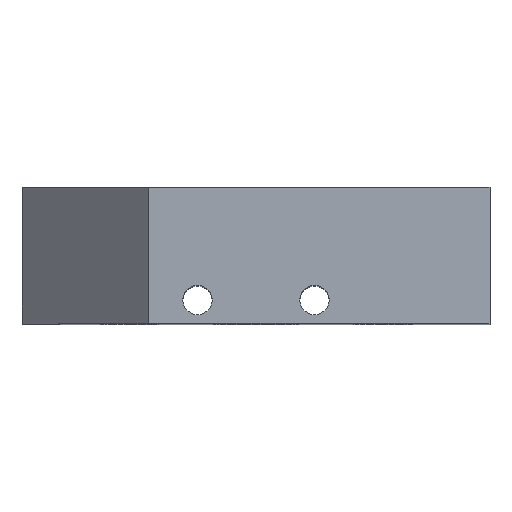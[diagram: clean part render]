
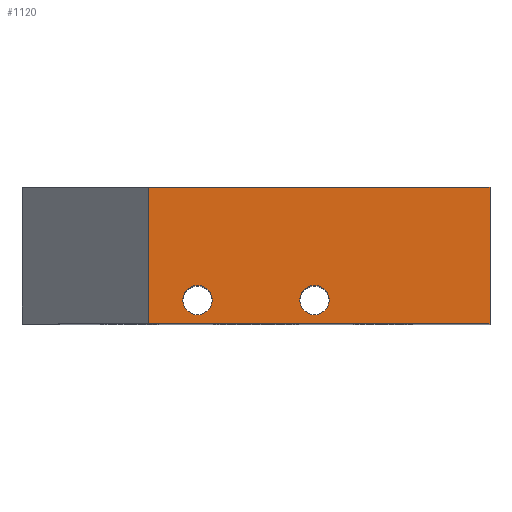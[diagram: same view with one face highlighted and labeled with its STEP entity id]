
A CAD part, top view. The second image highlights one B-rep face of the part: STEP entity #1120.
In plain terms, the highlighted planar face has unit normal (0, 0, 1).
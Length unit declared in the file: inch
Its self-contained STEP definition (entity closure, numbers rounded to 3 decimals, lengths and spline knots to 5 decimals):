
#112 = DIRECTION ( 'NONE',  ( -1., 0., 0. ) ) ;
#142 = DIRECTION ( 'NONE',  ( 0., 0., 1. ) ) ;
#202 = LINE ( 'NONE', #1212, #850 ) ;
#222 = DIRECTION ( 'NONE',  ( 0., -1., 0. ) ) ;
#244 = ORIENTED_EDGE ( 'NONE', *, *, #287, .T. ) ;
#253 = EDGE_LOOP ( 'NONE', ( #1240, #3154 ) ) ;
#287 = EDGE_CURVE ( 'NONE', #2028, #1259, #1682, .T. ) ;
#351 = CARTESIAN_POINT ( 'NONE',  ( 3., 0.875, 3. ) ) ;
#363 = FACE_OUTER_BOUND ( 'NONE', #955, .T. ) ;
#382 = CARTESIAN_POINT ( 'NONE',  ( -3., 0.875, 3. ) ) ;
#421 = LINE ( 'NONE', #652, #2357 ) ;
#450 = VERTEX_POINT ( 'NONE', #1827 ) ;
#468 = CARTESIAN_POINT ( 'NONE',  ( -0.5625, -0.57, 3. ) ) ;
#618 = CARTESIAN_POINT ( 'NONE',  ( -3., 0.875, 3. ) ) ;
#652 = CARTESIAN_POINT ( 'NONE',  ( -1.375, 0.875, 3. ) ) ;
#665 = ORIENTED_EDGE ( 'NONE', *, *, #2314, .F. ) ;
#722 = CARTESIAN_POINT ( 'NONE',  ( 3., -0.875, 3. ) ) ;
#840 = DIRECTION ( 'NONE',  ( 0., 0., -1. ) ) ;
#850 = VECTOR ( 'NONE', #222, 39.37008 ) ;
#947 = VERTEX_POINT ( 'NONE', #2004 ) ;
#955 = EDGE_LOOP ( 'NONE', ( #2903, #1402, #244, #665 ) ) ;
#961 = CARTESIAN_POINT ( 'NONE',  ( 0.5625, -0.57, 3. ) ) ;
#987 = VERTEX_POINT ( 'NONE', #3180 ) ;
#997 = CIRCLE ( 'NONE', #1413, 0.1875 ) ;
#1009 = CARTESIAN_POINT ( 'NONE',  ( 0.75, -0.57, 3. ) ) ;
#1120 = ADVANCED_FACE ( 'NONE', ( #1617, #3013, #363 ), #2331, .F. ) ;
#1143 = DIRECTION ( 'NONE',  ( 0., 0., 1. ) ) ;
#1157 = EDGE_CURVE ( 'NONE', #2364, #987, #1456, .T. ) ;
#1197 = ORIENTED_EDGE ( 'NONE', *, *, #1510, .F. ) ;
#1212 = CARTESIAN_POINT ( 'NONE',  ( 3., 0.875, 3. ) ) ;
#1240 = ORIENTED_EDGE ( 'NONE', *, *, #1157, .F. ) ;
#1259 = VERTEX_POINT ( 'NONE', #722 ) ;
#1314 = AXIS2_PLACEMENT_3D ( 'NONE', #2869, #1143, #1661 ) ;
#1327 = LINE ( 'NONE', #618, #1834 ) ;
#1387 = EDGE_CURVE ( 'NONE', #987, #2364, #2639, .T. ) ;
#1402 = ORIENTED_EDGE ( 'NONE', *, *, #3176, .T. ) ;
#1413 = AXIS2_PLACEMENT_3D ( 'NONE', #1009, #1995, #1508 ) ;
#1427 = DIRECTION ( 'NONE',  ( 0., -1., 0. ) ) ;
#1431 = DIRECTION ( 'NONE',  ( 1., 0., 0. ) ) ;
#1456 = CIRCLE ( 'NONE', #1934, 0.1875 ) ;
#1508 = DIRECTION ( 'NONE',  ( 1., 0., 0. ) ) ;
#1509 = VECTOR ( 'NONE', #2443, 39.37008 ) ;
#1510 = EDGE_CURVE ( 'NONE', #450, #1664, #1979, .T. ) ;
#1617 = FACE_BOUND ( 'NONE', #253, .T. ) ;
#1661 = DIRECTION ( 'NONE',  ( 1., 0., 0. ) ) ;
#1664 = VERTEX_POINT ( 'NONE', #961 ) ;
#1682 = LINE ( 'NONE', #3178, #1509 ) ;
#1768 = VERTEX_POINT ( 'NONE', #351 ) ;
#1772 = EDGE_CURVE ( 'NONE', #947, #1768, #1327, .T. ) ;
#1797 = CARTESIAN_POINT ( 'NONE',  ( -0.75, -0.57, 3. ) ) ;
#1827 = CARTESIAN_POINT ( 'NONE',  ( 0.9375, -0.57, 3. ) ) ;
#1834 = VECTOR ( 'NONE', #3029, 39.37008 ) ;
#1934 = AXIS2_PLACEMENT_3D ( 'NONE', #2613, #142, #1431 ) ;
#1979 = CIRCLE ( 'NONE', #1314, 0.1875 ) ;
#1995 = DIRECTION ( 'NONE',  ( 0., 0., 1. ) ) ;
#2004 = CARTESIAN_POINT ( 'NONE',  ( -1.375, 0.875, 3. ) ) ;
#2028 = VERTEX_POINT ( 'NONE', #2958 ) ;
#2067 = DIRECTION ( 'NONE',  ( 0., 0., 1. ) ) ;
#2114 = AXIS2_PLACEMENT_3D ( 'NONE', #382, #840, #112 ) ;
#2172 = EDGE_CURVE ( 'NONE', #1664, #450, #997, .T. ) ;
#2314 = EDGE_CURVE ( 'NONE', #1768, #1259, #202, .T. ) ;
#2331 = PLANE ( 'NONE',  #2114 ) ;
#2357 = VECTOR ( 'NONE', #1427, 39.37008 ) ;
#2364 = VERTEX_POINT ( 'NONE', #468 ) ;
#2412 = EDGE_LOOP ( 'NONE', ( #1197, #2887 ) ) ;
#2443 = DIRECTION ( 'NONE',  ( 1., 0., 0. ) ) ;
#2491 = AXIS2_PLACEMENT_3D ( 'NONE', #1797, #2067, #3010 ) ;
#2613 = CARTESIAN_POINT ( 'NONE',  ( -0.75, -0.57, 3. ) ) ;
#2639 = CIRCLE ( 'NONE', #2491, 0.1875 ) ;
#2869 = CARTESIAN_POINT ( 'NONE',  ( 0.75, -0.57, 3. ) ) ;
#2887 = ORIENTED_EDGE ( 'NONE', *, *, #2172, .F. ) ;
#2903 = ORIENTED_EDGE ( 'NONE', *, *, #1772, .F. ) ;
#2958 = CARTESIAN_POINT ( 'NONE',  ( -1.375, -0.875, 3. ) ) ;
#3010 = DIRECTION ( 'NONE',  ( 1., 0., 0. ) ) ;
#3013 = FACE_BOUND ( 'NONE', #2412, .T. ) ;
#3029 = DIRECTION ( 'NONE',  ( 1., 0., 0. ) ) ;
#3154 = ORIENTED_EDGE ( 'NONE', *, *, #1387, .F. ) ;
#3176 = EDGE_CURVE ( 'NONE', #947, #2028, #421, .T. ) ;
#3178 = CARTESIAN_POINT ( 'NONE',  ( -3., -0.875, 3. ) ) ;
#3180 = CARTESIAN_POINT ( 'NONE',  ( -0.9375, -0.57, 3. ) ) ;
